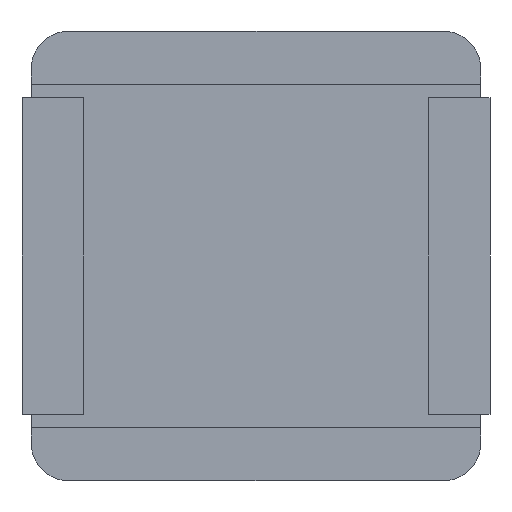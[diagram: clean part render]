
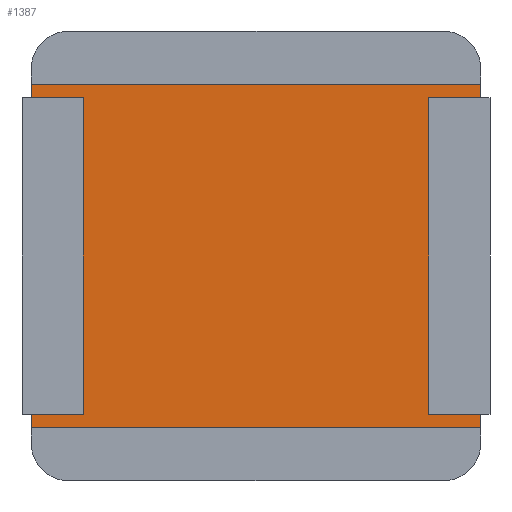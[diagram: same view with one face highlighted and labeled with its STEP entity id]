
A CAD part, front view. The second image highlights one B-rep face of the part: STEP entity #1387.
In plain terms, the highlighted planar face has unit normal (0, -1, 0).
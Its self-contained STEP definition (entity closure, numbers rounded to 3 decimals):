
#6 = VECTOR ( 'NONE', #902, 1000. ) ;
#33 = EDGE_CURVE ( 'NONE', #1382, #1007, #355, .T. ) ;
#37 = ORIENTED_EDGE ( 'NONE', *, *, #33, .F. ) ;
#76 = DIRECTION ( 'NONE',  ( 0., 1., 0. ) ) ;
#133 = LINE ( 'NONE', #1337, #1491 ) ;
#147 = EDGE_CURVE ( 'NONE', #283, #719, #574, .T. ) ;
#230 = ORIENTED_EDGE ( 'NONE', *, *, #808, .F. ) ;
#232 = CARTESIAN_POINT ( 'NONE',  ( -8.45, 0.5, 5.95 ) ) ;
#252 = EDGE_CURVE ( 'NONE', #966, #273, #463, .T. ) ;
#261 = EDGE_CURVE ( 'NONE', #992, #1219, #1278, .T. ) ;
#273 = VERTEX_POINT ( 'NONE', #416 ) ;
#279 = EDGE_CURVE ( 'NONE', #1007, #1595, #1499, .T. ) ;
#283 = VERTEX_POINT ( 'NONE', #301 ) ;
#292 = CARTESIAN_POINT ( 'NONE',  ( -8.45, 0.5, 6.45 ) ) ;
#301 = CARTESIAN_POINT ( 'NONE',  ( 8.45, 0.5, 5.95 ) ) ;
#306 = PLANE ( 'NONE',  #1145 ) ;
#307 = VECTOR ( 'NONE', #1353, 1000. ) ;
#340 = FACE_OUTER_BOUND ( 'NONE', #1068, .T. ) ;
#351 = ORIENTED_EDGE ( 'NONE', *, *, #1211, .F. ) ;
#353 = CARTESIAN_POINT ( 'NONE',  ( 6.5, 0.5, 6.45 ) ) ;
#355 = LINE ( 'NONE', #841, #307 ) ;
#370 = EDGE_CURVE ( 'NONE', #719, #1364, #846, .T. ) ;
#372 = VECTOR ( 'NONE', #892, 1000. ) ;
#381 = DIRECTION ( 'NONE',  ( 0., 0., -1. ) ) ;
#416 = CARTESIAN_POINT ( 'NONE',  ( -8.45, 0.5, -5.95 ) ) ;
#444 = CARTESIAN_POINT ( 'NONE',  ( 6.5, 0.5, 5.95 ) ) ;
#451 = DIRECTION ( 'NONE',  ( -1., 0., 0. ) ) ;
#463 = LINE ( 'NONE', #650, #1569 ) ;
#516 = LINE ( 'NONE', #1397, #561 ) ;
#527 = DIRECTION ( 'NONE',  ( 0., 0., 1. ) ) ;
#534 = DIRECTION ( 'NONE',  ( 1., 0., 0. ) ) ;
#538 = ORIENTED_EDGE ( 'NONE', *, *, #572, .F. ) ;
#550 = ORIENTED_EDGE ( 'NONE', *, *, #370, .F. ) ;
#561 = VECTOR ( 'NONE', #527, 1000. ) ;
#572 = EDGE_CURVE ( 'NONE', #1364, #1382, #1121, .T. ) ;
#574 = LINE ( 'NONE', #1060, #6 ) ;
#630 = DIRECTION ( 'NONE',  ( 1., 0., 0. ) ) ;
#650 = CARTESIAN_POINT ( 'NONE',  ( -6.5, 0.5, -5.95 ) ) ;
#674 = CARTESIAN_POINT ( 'NONE',  ( 8.45, 0.5, -5.95 ) ) ;
#678 = CARTESIAN_POINT ( 'NONE',  ( -8.45, 0.5, -6.45 ) ) ;
#713 = EDGE_CURVE ( 'NONE', #1193, #1563, #1202, .T. ) ;
#719 = VERTEX_POINT ( 'NONE', #444 ) ;
#729 = ORIENTED_EDGE ( 'NONE', *, *, #279, .F. ) ;
#787 = VECTOR ( 'NONE', #534, 1000. ) ;
#790 = EDGE_CURVE ( 'NONE', #1219, #283, #1536, .T. ) ;
#808 = EDGE_CURVE ( 'NONE', #1595, #273, #998, .T. ) ;
#830 = ORIENTED_EDGE ( 'NONE', *, *, #713, .F. ) ;
#841 = CARTESIAN_POINT ( 'NONE',  ( 8.45, 0.5, 7.05 ) ) ;
#846 = LINE ( 'NONE', #353, #1074 ) ;
#892 = DIRECTION ( 'NONE',  ( -1., 0., 0. ) ) ;
#902 = DIRECTION ( 'NONE',  ( -1., 0., 0. ) ) ;
#941 = CARTESIAN_POINT ( 'NONE',  ( 8.45, 0.5, -6.45 ) ) ;
#942 = DIRECTION ( 'NONE',  ( 0., 0., 1. ) ) ;
#966 = VERTEX_POINT ( 'NONE', #1153 ) ;
#969 = CARTESIAN_POINT ( 'NONE',  ( -6.5, 0.5, 5.95 ) ) ;
#992 = VERTEX_POINT ( 'NONE', #1063 ) ;
#998 = LINE ( 'NONE', #1141, #1562 ) ;
#1000 = ORIENTED_EDGE ( 'NONE', *, *, #261, .F. ) ;
#1007 = VERTEX_POINT ( 'NONE', #941 ) ;
#1048 = CARTESIAN_POINT ( 'NONE',  ( -8.45, 0.5, 6.45 ) ) ;
#1060 = CARTESIAN_POINT ( 'NONE',  ( -8.45, 0.5, 5.95 ) ) ;
#1063 = CARTESIAN_POINT ( 'NONE',  ( -8.45, 0.5, 6.45 ) ) ;
#1068 = EDGE_LOOP ( 'NONE', ( #830, #1395, #1488, #230, #729, #37, #538, #550, #1591, #1360, #1000, #351 ) ) ;
#1074 = VECTOR ( 'NONE', #1225, 1000. ) ;
#1115 = EDGE_CURVE ( 'NONE', #966, #1193, #133, .T. ) ;
#1119 = DIRECTION ( 'NONE',  ( 0., 0., 1. ) ) ;
#1121 = LINE ( 'NONE', #1405, #787 ) ;
#1127 = VECTOR ( 'NONE', #381, 1000. ) ;
#1141 = CARTESIAN_POINT ( 'NONE',  ( -8.45, 0.5, 7.05 ) ) ;
#1145 = AXIS2_PLACEMENT_3D ( 'NONE', #292, #76, #942 ) ;
#1149 = CARTESIAN_POINT ( 'NONE',  ( 8.45, 0.5, 6.45 ) ) ;
#1153 = CARTESIAN_POINT ( 'NONE',  ( -6.5, 0.5, -5.95 ) ) ;
#1193 = VERTEX_POINT ( 'NONE', #969 ) ;
#1202 = LINE ( 'NONE', #1328, #1578 ) ;
#1211 = EDGE_CURVE ( 'NONE', #1563, #992, #516, .T. ) ;
#1219 = VERTEX_POINT ( 'NONE', #1149 ) ;
#1225 = DIRECTION ( 'NONE',  ( 0., 0., -1. ) ) ;
#1231 = DIRECTION ( 'NONE',  ( 0., 0., 1. ) ) ;
#1264 = CARTESIAN_POINT ( 'NONE',  ( 8.45, 0.5, 7.05 ) ) ;
#1277 = DIRECTION ( 'NONE',  ( -1., 0., 0. ) ) ;
#1278 = LINE ( 'NONE', #1048, #1302 ) ;
#1302 = VECTOR ( 'NONE', #630, 1000. ) ;
#1328 = CARTESIAN_POINT ( 'NONE',  ( -8.45, 0.5, 5.95 ) ) ;
#1337 = CARTESIAN_POINT ( 'NONE',  ( -6.5, 0.5, 6.45 ) ) ;
#1353 = DIRECTION ( 'NONE',  ( 0., 0., -1. ) ) ;
#1360 = ORIENTED_EDGE ( 'NONE', *, *, #790, .F. ) ;
#1364 = VERTEX_POINT ( 'NONE', #1413 ) ;
#1382 = VERTEX_POINT ( 'NONE', #674 ) ;
#1387 = ADVANCED_FACE ( 'NONE', ( #340 ), #306, .F. ) ;
#1395 = ORIENTED_EDGE ( 'NONE', *, *, #1115, .F. ) ;
#1397 = CARTESIAN_POINT ( 'NONE',  ( -8.45, 0.5, 7.05 ) ) ;
#1405 = CARTESIAN_POINT ( 'NONE',  ( -8.45, 0.5, -5.95 ) ) ;
#1413 = CARTESIAN_POINT ( 'NONE',  ( 6.5, 0.5, -5.95 ) ) ;
#1488 = ORIENTED_EDGE ( 'NONE', *, *, #252, .T. ) ;
#1491 = VECTOR ( 'NONE', #1231, 1000. ) ;
#1499 = LINE ( 'NONE', #1529, #372 ) ;
#1529 = CARTESIAN_POINT ( 'NONE',  ( -8.45, 0.5, -6.45 ) ) ;
#1536 = LINE ( 'NONE', #1264, #1127 ) ;
#1562 = VECTOR ( 'NONE', #1119, 1000. ) ;
#1563 = VERTEX_POINT ( 'NONE', #232 ) ;
#1569 = VECTOR ( 'NONE', #1277, 1000. ) ;
#1578 = VECTOR ( 'NONE', #451, 1000. ) ;
#1591 = ORIENTED_EDGE ( 'NONE', *, *, #147, .F. ) ;
#1595 = VERTEX_POINT ( 'NONE', #678 ) ;
